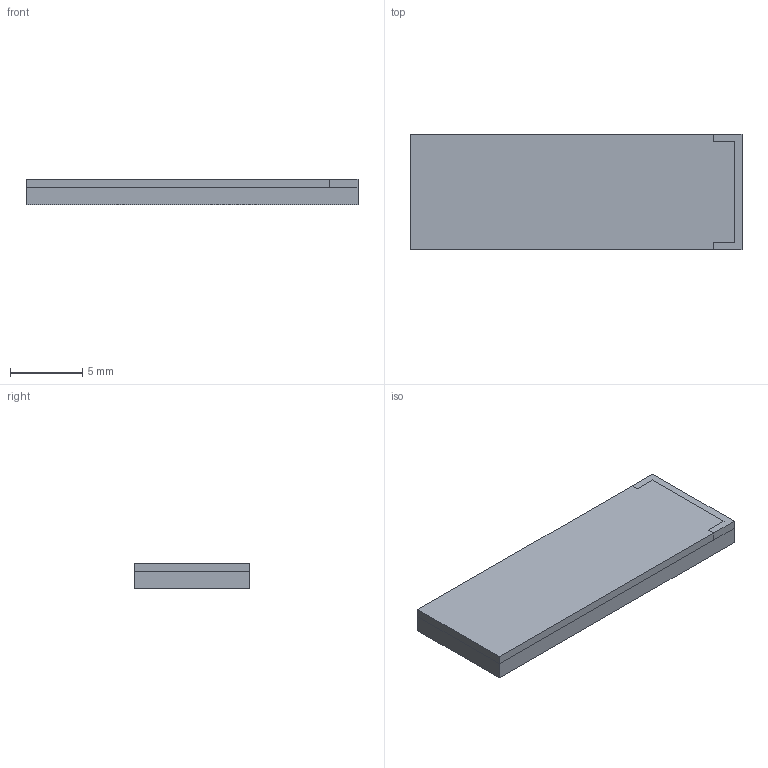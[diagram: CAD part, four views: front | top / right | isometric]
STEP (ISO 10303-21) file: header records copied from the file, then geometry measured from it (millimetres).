
FILE_DESCRIPTION((''),'1');
FILE_NAME('AS_KXOB25_23x08','2023-01-19T00:00:00',(''),(''),'','','');
FILE_SCHEMA (( 'AUTOMOTIVE_DESIGN' ));
Length unit declared in the file: millimetre
Products named in the file (1): Body
Bounding box: 23 x 8 x 1.8 mm (x, y, z)
Volume: 331.2 mm3; surface area: 479.6 mm2
Topology: 1 solids, 1 shells, 13 faces, 31 edges, 20 vertices
Faces by surface type: plane 13
Entity records: 474 total; most frequent: CARTESIAN_POINT 65, ORIENTED_EDGE 62, DIRECTION 59, EDGE_CURVE 31, LINE 31, VECTOR 31, VERTEX_POINT 20, AXIS2_PLACEMENT_3D 14
